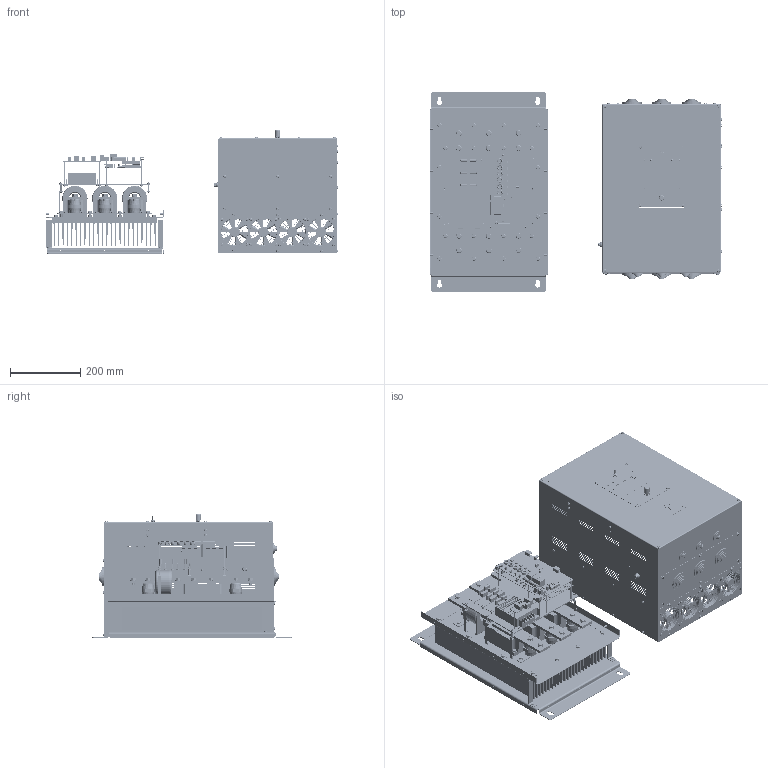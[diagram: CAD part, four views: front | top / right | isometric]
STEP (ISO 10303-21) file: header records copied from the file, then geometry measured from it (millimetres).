
FILE_DESCRIPTION(('STEP AP242'), '1');
FILE_NAME('Default file header', '2025-03-18T07:54:07', ('Default author'), ('Default organization'), 'C3D Converter', 'C3D Toolkit', 'Default authization');
FILE_SCHEMA(('AP242_MANAGED_MODEL_BASED_3D_ENGINEERING_MIM_LF { 1 0 10303 442 1 1 4 }'));
Length unit declared in the file: millimetre
Assembly tree (609 placements, depth 4):
  (unnamed)
    (unnamed)
      (unnamed)
        (unnamed)
        (unnamed)
        (unnamed)
        (unnamed)
        (unnamed)
        (unnamed)
        (unnamed)
        (unnamed)
        (unnamed)
        (unnamed)
        (unnamed)
        (unnamed)
        (unnamed)
        (unnamed)
        (unnamed)
        (unnamed)
        (unnamed)
        (unnamed)
      (unnamed)
        (unnamed)
      (unnamed)
      (unnamed)
      (unnamed)
      (unnamed)
      (unnamed)
      (unnamed)
      (unnamed)
      (unnamed)
      (unnamed)
      (unnamed)
      (unnamed)
      (unnamed)
      (unnamed)
      (unnamed)
      (unnamed)
      (unnamed)
      (unnamed)
      (unnamed)
      (unnamed)
      (unnamed)
      (unnamed)
      (unnamed)
      (unnamed)
      (unnamed)
    (unnamed)
      (unnamed)
    (unnamed)
      (unnamed)
      (unnamed)
    (unnamed)
      (unnamed)
      (unnamed)
    (unnamed)
      (unnamed)
      (unnamed)
    (unnamed)  x3
      (unnamed)
Bounding box: 834.26 x 568 x 353.22 mm (x, y, z)
Volume: 8330166 mm3; surface area: 4753797.7 mm2
Topology: 622 solids, 622 shells, 7956 faces, 18581 edges, 12350 vertices
Faces by surface type: plane 4911, cylinder 2107, cone 604, torus 262, sphere 68, bspline 4
Full cylindrical faces by diameter (mm): 1 x44, 1.5 x4, 1.857 x4, 2 x53, 2.3 x1, 2.5 x74, 2.6 x20, 2.7 x1, 3 x131, 3.2 x22, 3.235 x3, 3.294 x1, 3.3 x28, 3.5 x20, 3.685 x3, 4 x170, 4.2 x2, 4.3 x8, 4.5 x66, 4.779 x1, 5 x29, 5.2 x20, 5.5 x44, 5.9 x23, 6 x95, 6.1 x23, 6.4 x35, 6.5 x33, 7 x22, 7.5 x21
Entity records: 327701 total; most frequent: CARTESIAN_POINT 88313, DIRECTION 36471, ORIENTED_EDGE 30852, EDGE_CURVE 15426, AXIS2_PLACEMENT_3D 14456, EDGE_LOOP 11815, VERTEX_POINT 11734, FACE_BOUND 8524
